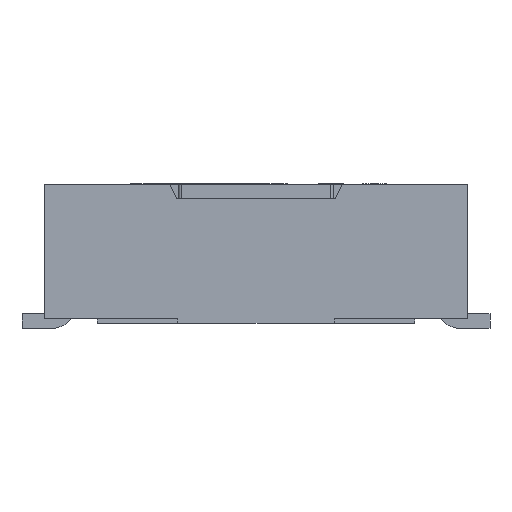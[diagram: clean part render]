
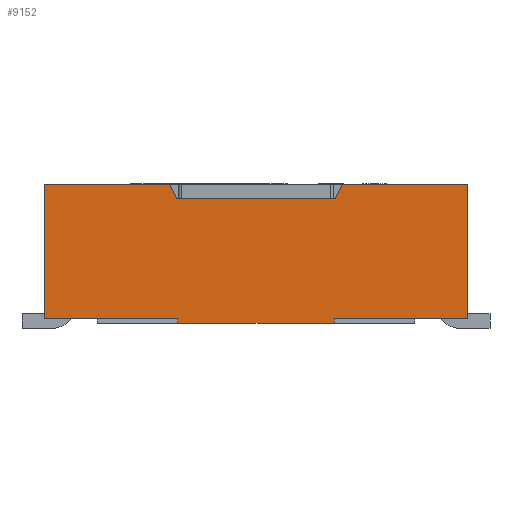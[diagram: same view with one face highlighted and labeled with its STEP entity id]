
A CAD part, left-side view. The second image highlights one B-rep face of the part: STEP entity #9152.
In plain terms, the highlighted planar face has unit normal (-1, 0, 0).
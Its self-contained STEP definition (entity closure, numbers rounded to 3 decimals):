
#163=CIRCLE('',#11370,0.05);
#164=CIRCLE('',#11371,0.05);
#165=CIRCLE('',#11372,0.05);
#166=CIRCLE('',#11373,0.05);
#1118=ORIENTED_EDGE('',*,*,#3406,.T.);
#1119=ORIENTED_EDGE('',*,*,#3407,.F.);
#1120=ORIENTED_EDGE('',*,*,#3408,.F.);
#1121=ORIENTED_EDGE('',*,*,#3409,.F.);
#1122=ORIENTED_EDGE('',*,*,#3410,.F.);
#1123=ORIENTED_EDGE('',*,*,#3411,.F.);
#1124=ORIENTED_EDGE('',*,*,#3412,.T.);
#1125=ORIENTED_EDGE('',*,*,#3413,.F.);
#1126=ORIENTED_EDGE('',*,*,#3414,.T.);
#1127=ORIENTED_EDGE('',*,*,#3415,.F.);
#1128=ORIENTED_EDGE('',*,*,#3416,.T.);
#1129=ORIENTED_EDGE('',*,*,#3417,.F.);
#1130=ORIENTED_EDGE('',*,*,#3418,.T.);
#1131=ORIENTED_EDGE('',*,*,#3419,.F.);
#1132=ORIENTED_EDGE('',*,*,#3420,.F.);
#1133=ORIENTED_EDGE('',*,*,#3421,.T.);
#3406=EDGE_CURVE('',#4610,#4611,#5575,.T.);
#3407=EDGE_CURVE('',#4612,#4611,#5576,.T.);
#3408=EDGE_CURVE('',#4613,#4612,#5577,.T.);
#3409=EDGE_CURVE('',#4614,#4613,#5578,.T.);
#3410=EDGE_CURVE('',#4615,#4614,#5579,.T.);
#3411=EDGE_CURVE('',#4616,#4615,#5580,.T.);
#3412=EDGE_CURVE('',#4616,#4617,#163,.F.);
#3413=EDGE_CURVE('',#4618,#4617,#5581,.T.);
#3414=EDGE_CURVE('',#4618,#4619,#164,.T.);
#3415=EDGE_CURVE('',#4620,#4619,#5582,.T.);
#3416=EDGE_CURVE('',#4620,#4621,#165,.T.);
#3417=EDGE_CURVE('',#4622,#4621,#5583,.T.);
#3418=EDGE_CURVE('',#4622,#4623,#166,.F.);
#3419=EDGE_CURVE('',#4624,#4623,#5584,.T.);
#3420=EDGE_CURVE('',#4625,#4624,#5585,.T.);
#3421=EDGE_CURVE('',#4625,#4610,#5586,.T.);
#4610=VERTEX_POINT('',#15060);
#4611=VERTEX_POINT('',#15061);
#4612=VERTEX_POINT('',#15063);
#4613=VERTEX_POINT('',#15065);
#4614=VERTEX_POINT('',#15067);
#4615=VERTEX_POINT('',#15069);
#4616=VERTEX_POINT('',#15071);
#4617=VERTEX_POINT('',#15073);
#4618=VERTEX_POINT('',#15075);
#4619=VERTEX_POINT('',#15077);
#4620=VERTEX_POINT('',#15079);
#4621=VERTEX_POINT('',#15081);
#4622=VERTEX_POINT('',#15083);
#4623=VERTEX_POINT('',#15085);
#4624=VERTEX_POINT('',#15087);
#4625=VERTEX_POINT('',#15089);
#5575=LINE('',#15059,#6668);
#5576=LINE('',#15062,#6669);
#5577=LINE('',#15064,#6670);
#5578=LINE('',#15066,#6671);
#5579=LINE('',#15068,#6672);
#5580=LINE('',#15070,#6673);
#5581=LINE('',#15074,#6674);
#5582=LINE('',#15078,#6675);
#5583=LINE('',#15082,#6676);
#5584=LINE('',#15086,#6677);
#5585=LINE('',#15088,#6678);
#5586=LINE('',#15090,#6679);
#6668=VECTOR('',#12566,1000.);
#6669=VECTOR('',#12567,1000.);
#6670=VECTOR('',#12568,1000.);
#6671=VECTOR('',#12569,1000.);
#6672=VECTOR('',#12570,1000.);
#6673=VECTOR('',#12571,1000.);
#6674=VECTOR('',#12574,1000.);
#6675=VECTOR('',#12577,1000.);
#6676=VECTOR('',#12580,1000.);
#6677=VECTOR('',#12583,1000.);
#6678=VECTOR('',#12584,1000.);
#6679=VECTOR('',#12585,1000.);
#7582=EDGE_LOOP('',(#1118,#1119,#1120,#1121,#1122,#1123,#1124,#1125,#1126,
#1127,#1128,#1129,#1130,#1131,#1132,#1133));
#8169=FACE_BOUND('',#7582,.T.);
#8732=PLANE('',#11369);
#9152=ADVANCED_FACE('',(#8169),#8732,.F.);
#11369=AXIS2_PLACEMENT_3D('',#15058,#12564,#12565);
#11370=AXIS2_PLACEMENT_3D('',#15072,#12572,#12573);
#11371=AXIS2_PLACEMENT_3D('',#15076,#12575,#12576);
#11372=AXIS2_PLACEMENT_3D('',#15080,#12578,#12579);
#11373=AXIS2_PLACEMENT_3D('',#15084,#12581,#12582);
#12564=DIRECTION('',(1.,0.,0.));
#12565=DIRECTION('',(0.,0.,-1.));
#12566=DIRECTION('',(0.,0.,-1.));
#12567=DIRECTION('',(0.,1.,0.));
#12568=DIRECTION('',(0.,0.,-1.));
#12569=DIRECTION('',(0.,1.,0.));
#12570=DIRECTION('',(0.,0.,-1.));
#12571=DIRECTION('',(0.,-1.,0.));
#12572=DIRECTION('',(1.,0.,0.));
#12573=DIRECTION('',(0.,0.,-1.));
#12574=DIRECTION('',(0.,-0.447,0.894));
#12575=DIRECTION('',(1.,0.,0.));
#12576=DIRECTION('',(0.,0.,-1.));
#12577=DIRECTION('',(0.,-1.,0.));
#12578=DIRECTION('',(1.,0.,0.));
#12579=DIRECTION('',(0.,0.,-1.));
#12580=DIRECTION('',(0.,-0.447,-0.894));
#12581=DIRECTION('',(1.,0.,0.));
#12582=DIRECTION('',(0.,0.,-1.));
#12583=DIRECTION('',(0.,-1.,0.));
#12584=DIRECTION('',(0.,0.,1.));
#12585=DIRECTION('',(0.,-1.,0.));
#15058=CARTESIAN_POINT('',(-6.225,0.,0.));
#15059=CARTESIAN_POINT('',(-6.225,1.591,0.2));
#15060=CARTESIAN_POINT('',(-6.225,1.591,0.2));
#15061=CARTESIAN_POINT('',(-6.225,1.591,0.1));
#15062=CARTESIAN_POINT('',(-6.225,-4.3,0.1));
#15063=CARTESIAN_POINT('',(-6.225,-1.591,0.1));
#15064=CARTESIAN_POINT('',(-6.225,-1.591,0.2));
#15065=CARTESIAN_POINT('',(-6.225,-1.591,0.2));
#15066=CARTESIAN_POINT('',(-6.225,-1.591,0.2));
#15067=CARTESIAN_POINT('',(-6.225,-4.3,0.2));
#15068=CARTESIAN_POINT('',(-6.225,-4.3,2.93));
#15069=CARTESIAN_POINT('',(-6.225,-4.3,2.93));
#15070=CARTESIAN_POINT('',(-6.225,4.3,2.93));
#15071=CARTESIAN_POINT('',(-6.225,-1.781,2.93));
#15072=CARTESIAN_POINT('',(-6.225,-1.781,2.88));
#15073=CARTESIAN_POINT('',(-6.225,-1.736,2.902));
#15074=CARTESIAN_POINT('',(-6.225,-0.228,-0.114));
#15075=CARTESIAN_POINT('',(-6.225,-1.614,2.658));
#15076=CARTESIAN_POINT('',(-6.225,-1.569,2.68));
#15077=CARTESIAN_POINT('',(-6.225,-1.569,2.63));
#15078=CARTESIAN_POINT('',(-6.225,0.,2.63));
#15079=CARTESIAN_POINT('',(-6.225,1.569,2.63));
#15080=CARTESIAN_POINT('',(-6.225,1.569,2.68));
#15081=CARTESIAN_POINT('',(-6.225,1.614,2.658));
#15082=CARTESIAN_POINT('',(-6.225,0.228,-0.114));
#15083=CARTESIAN_POINT('',(-6.225,1.736,2.902));
#15084=CARTESIAN_POINT('',(-6.225,1.781,2.88));
#15085=CARTESIAN_POINT('',(-6.225,1.781,2.93));
#15086=CARTESIAN_POINT('',(-6.225,4.3,2.93));
#15087=CARTESIAN_POINT('',(-6.225,4.3,2.93));
#15088=CARTESIAN_POINT('',(-6.225,4.3,0.1));
#15089=CARTESIAN_POINT('',(-6.225,4.3,0.2));
#15090=CARTESIAN_POINT('',(-6.225,1.591,0.2));
